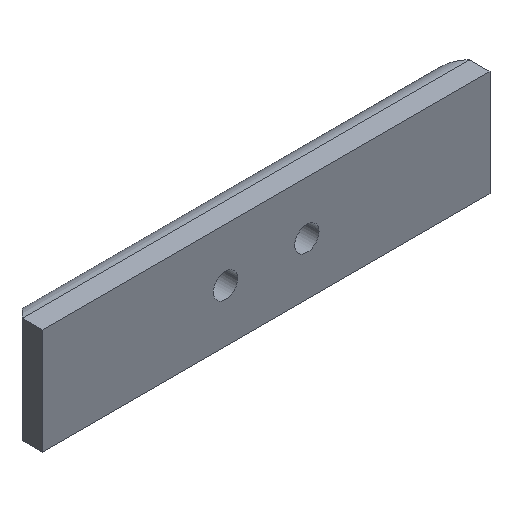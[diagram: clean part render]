
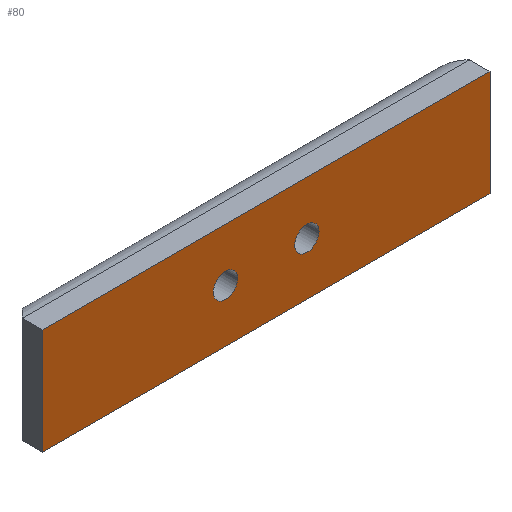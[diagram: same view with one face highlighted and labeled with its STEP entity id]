
A CAD part, isometric view. The second image highlights one B-rep face of the part: STEP entity #80.
In plain terms, the highlighted planar face has unit normal (0, -1, 0).
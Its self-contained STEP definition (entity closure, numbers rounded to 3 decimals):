
#12 = CARTESIAN_POINT ( 'NONE',  ( -40.231, 2.385, 26. ) ) ;
#16 = CARTESIAN_POINT ( 'NONE',  ( 69.769, 2.385, 26. ) ) ;
#37 = DIRECTION ( 'NONE',  ( 0., -1., 0. ) ) ;
#38 = EDGE_CURVE ( 'NONE', #366, #277, #121, .T. ) ;
#39 = CARTESIAN_POINT ( 'NONE',  ( 24.769, 2.385, 13. ) ) ;
#45 = FACE_OUTER_BOUND ( 'NONE', #423, .T. ) ;
#53 = VERTEX_POINT ( 'NONE', #78 ) ;
#55 = DIRECTION ( 'NONE',  ( 1., 0., 0. ) ) ;
#69 = VERTEX_POINT ( 'NONE', #16 ) ;
#75 = VERTEX_POINT ( 'NONE', #147 ) ;
#76 = DIRECTION ( 'NONE',  ( 0., 0., -1. ) ) ;
#78 = CARTESIAN_POINT ( 'NONE',  ( 27.769, 2.385, 13. ) ) ;
#80 = ADVANCED_FACE ( 'NONE', ( #113, #214, #45 ), #185, .F. ) ;
#89 = ORIENTED_EDGE ( 'NONE', *, *, #184, .F. ) ;
#94 = DIRECTION ( 'NONE',  ( 0., -1., 0. ) ) ;
#100 = VECTOR ( 'NONE', #55, 1000. ) ;
#103 = CARTESIAN_POINT ( 'NONE',  ( 1.769, 2.385, 13. ) ) ;
#107 = CARTESIAN_POINT ( 'NONE',  ( 69.769, 2.385, 26. ) ) ;
#108 = EDGE_CURVE ( 'NONE', #371, #328, #319, .T. ) ;
#109 = VECTOR ( 'NONE', #76, 1000. ) ;
#110 = CARTESIAN_POINT ( 'NONE',  ( -40.231, 2.385, 0. ) ) ;
#113 = FACE_BOUND ( 'NONE', #246, .T. ) ;
#121 = CIRCLE ( 'NONE', #249, 3. ) ;
#131 = CARTESIAN_POINT ( 'NONE',  ( -40.231, 2.385, 0. ) ) ;
#132 = ORIENTED_EDGE ( 'NONE', *, *, #286, .F. ) ;
#135 = CARTESIAN_POINT ( 'NONE',  ( 4.769, 2.385, 13. ) ) ;
#136 = LINE ( 'NONE', #107, #109 ) ;
#147 = CARTESIAN_POINT ( 'NONE',  ( 21.769, 2.385, 13. ) ) ;
#149 = CARTESIAN_POINT ( 'NONE',  ( -40.231, 2.385, 26. ) ) ;
#155 = CARTESIAN_POINT ( 'NONE',  ( -40.231, 2.385, 26. ) ) ;
#167 = AXIS2_PLACEMENT_3D ( 'NONE', #39, #345, #212 ) ;
#168 = CARTESIAN_POINT ( 'NONE',  ( 7.769, 2.385, 13. ) ) ;
#171 = LINE ( 'NONE', #12, #258 ) ;
#184 = EDGE_CURVE ( 'NONE', #53, #75, #419, .T. ) ;
#185 = PLANE ( 'NONE',  #306 ) ;
#191 = ORIENTED_EDGE ( 'NONE', *, *, #234, .T. ) ;
#194 = ORIENTED_EDGE ( 'NONE', *, *, #288, .F. ) ;
#199 = DIRECTION ( 'NONE',  ( 1., 0., 0. ) ) ;
#212 = DIRECTION ( 'NONE',  ( 1., 0., 0. ) ) ;
#214 = FACE_BOUND ( 'NONE', #427, .T. ) ;
#216 = CIRCLE ( 'NONE', #294, 3. ) ;
#226 = ORIENTED_EDGE ( 'NONE', *, *, #108, .T. ) ;
#234 = EDGE_CURVE ( 'NONE', #357, #371, #171, .T. ) ;
#246 = EDGE_LOOP ( 'NONE', ( #391, #338 ) ) ;
#249 = AXIS2_PLACEMENT_3D ( 'NONE', #135, #37, #310 ) ;
#258 = VECTOR ( 'NONE', #350, 1000. ) ;
#264 = LINE ( 'NONE', #390, #100 ) ;
#277 = VERTEX_POINT ( 'NONE', #103 ) ;
#278 = VECTOR ( 'NONE', #379, 1000. ) ;
#281 = DIRECTION ( 'NONE',  ( 0., -1., 0. ) ) ;
#286 = EDGE_CURVE ( 'NONE', #69, #328, #136, .T. ) ;
#288 = EDGE_CURVE ( 'NONE', #75, #53, #315, .T. ) ;
#289 = DIRECTION ( 'NONE',  ( 0., 1., 0. ) ) ;
#292 = ORIENTED_EDGE ( 'NONE', *, *, #421, .F. ) ;
#294 = AXIS2_PLACEMENT_3D ( 'NONE', #398, #94, #199 ) ;
#306 = AXIS2_PLACEMENT_3D ( 'NONE', #149, #289, #420 ) ;
#310 = DIRECTION ( 'NONE',  ( 1., 0., 0. ) ) ;
#311 = DIRECTION ( 'NONE',  ( 1., 0., 0. ) ) ;
#315 = CIRCLE ( 'NONE', #167, 3. ) ;
#319 = LINE ( 'NONE', #110, #278 ) ;
#328 = VERTEX_POINT ( 'NONE', #337 ) ;
#337 = CARTESIAN_POINT ( 'NONE',  ( 69.769, 2.385, 0. ) ) ;
#338 = ORIENTED_EDGE ( 'NONE', *, *, #381, .F. ) ;
#342 = AXIS2_PLACEMENT_3D ( 'NONE', #374, #281, #311 ) ;
#345 = DIRECTION ( 'NONE',  ( 0., -1., 0. ) ) ;
#350 = DIRECTION ( 'NONE',  ( 0., 0., -1. ) ) ;
#357 = VERTEX_POINT ( 'NONE', #155 ) ;
#366 = VERTEX_POINT ( 'NONE', #168 ) ;
#371 = VERTEX_POINT ( 'NONE', #131 ) ;
#374 = CARTESIAN_POINT ( 'NONE',  ( 24.769, 2.385, 13. ) ) ;
#379 = DIRECTION ( 'NONE',  ( 1., 0., 0. ) ) ;
#381 = EDGE_CURVE ( 'NONE', #277, #366, #216, .T. ) ;
#390 = CARTESIAN_POINT ( 'NONE',  ( -40.231, 2.385, 26. ) ) ;
#391 = ORIENTED_EDGE ( 'NONE', *, *, #38, .F. ) ;
#398 = CARTESIAN_POINT ( 'NONE',  ( 4.769, 2.385, 13. ) ) ;
#419 = CIRCLE ( 'NONE', #342, 3. ) ;
#420 = DIRECTION ( 'NONE',  ( -1., 0., 0. ) ) ;
#421 = EDGE_CURVE ( 'NONE', #357, #69, #264, .T. ) ;
#423 = EDGE_LOOP ( 'NONE', ( #226, #132, #292, #191 ) ) ;
#427 = EDGE_LOOP ( 'NONE', ( #89, #194 ) ) ;
